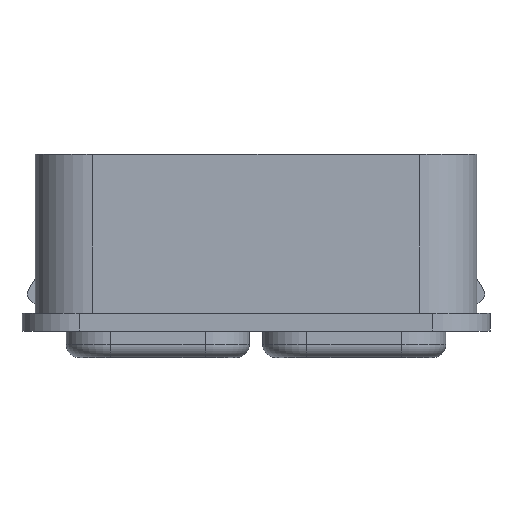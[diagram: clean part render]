
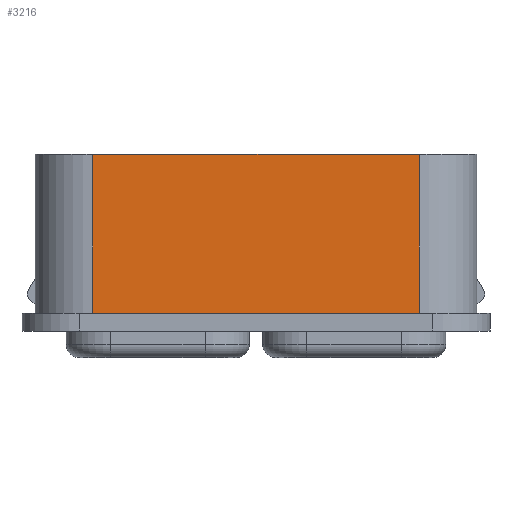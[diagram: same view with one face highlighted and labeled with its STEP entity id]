
A CAD part, front view. The second image highlights one B-rep face of the part: STEP entity #3216.
In plain terms, the highlighted planar face has unit normal (0, -1, 0).
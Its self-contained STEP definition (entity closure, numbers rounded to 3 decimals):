
#99=PLANE('',#3477);
#239=FACE_OUTER_BOUND('',#415,.T.);
#415=EDGE_LOOP('',(#2542,#2543,#2544,#2545));
#675=LINE('',#4954,#1037);
#695=LINE('',#5003,#1057);
#698=LINE('',#5013,#1060);
#699=LINE('',#5015,#1061);
#1037=VECTOR('',#3980,10.);
#1057=VECTOR('',#4036,10.);
#1060=VECTOR('',#4047,10.);
#1061=VECTOR('',#4050,10.);
#1516=VERTEX_POINT('',#4951);
#1517=VERTEX_POINT('',#4953);
#1527=VERTEX_POINT('',#5000);
#1528=VERTEX_POINT('',#5002);
#1872=EDGE_CURVE('',#1516,#1517,#675,.T.);
#1898=EDGE_CURVE('',#1527,#1528,#695,.T.);
#1904=EDGE_CURVE('',#1517,#1527,#698,.T.);
#1905=EDGE_CURVE('',#1528,#1516,#699,.T.);
#2542=ORIENTED_EDGE('',*,*,#1904,.F.);
#2543=ORIENTED_EDGE('',*,*,#1872,.F.);
#2544=ORIENTED_EDGE('',*,*,#1905,.F.);
#2545=ORIENTED_EDGE('',*,*,#1898,.F.);
#3216=ADVANCED_FACE('',(#239),#99,.T.);
#3477=AXIS2_PLACEMENT_3D('',#5014,#4048,#4049);
#3980=DIRECTION('',(-1.,0.,0.));
#4036=DIRECTION('',(1.,0.,0.));
#4047=DIRECTION('',(0.,0.,1.));
#4048=DIRECTION('center_axis',(0.,-1.,0.));
#4049=DIRECTION('ref_axis',(1.,0.,0.));
#4050=DIRECTION('',(0.,0.,-1.));
#4951=CARTESIAN_POINT('',(44.999,1.752,2.));
#4953=CARTESIAN_POINT('',(8.,1.752,2.));
#4954=CARTESIAN_POINT('',(14.,1.752,2.));
#5000=CARTESIAN_POINT('',(8.,1.752,20.));
#5002=CARTESIAN_POINT('',(44.999,1.752,20.));
#5003=CARTESIAN_POINT('',(51.499,1.752,20.));
#5013=CARTESIAN_POINT('',(8.,1.752,0.));
#5014=CARTESIAN_POINT('Origin',(1.5,1.752,0.));
#5015=CARTESIAN_POINT('',(44.999,1.752,0.));
